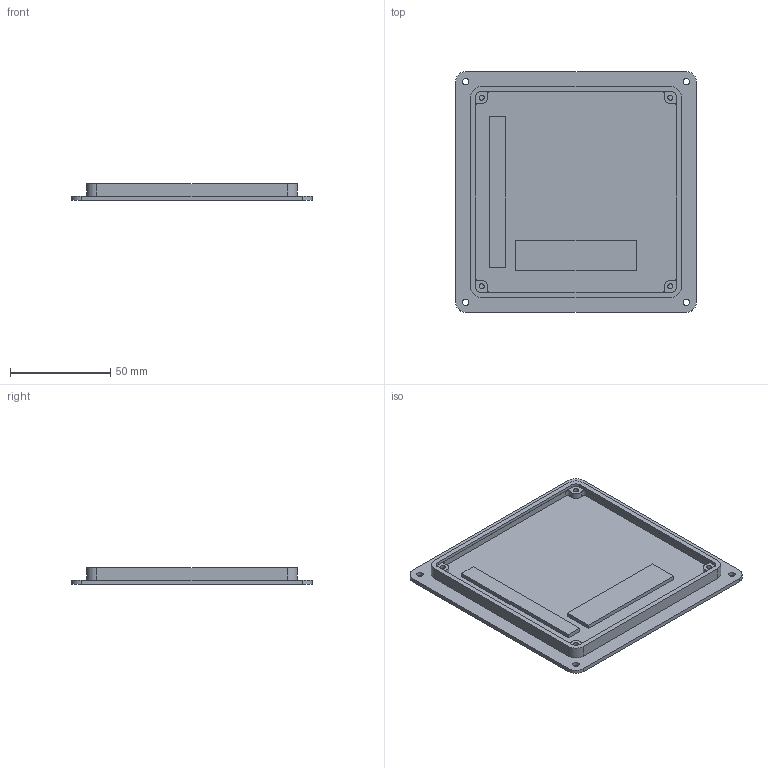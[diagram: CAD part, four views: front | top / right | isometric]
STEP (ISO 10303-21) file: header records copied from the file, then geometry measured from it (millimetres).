
FILE_DESCRIPTION(('FreeCAD Model'),'2;1');
FILE_NAME('Open CASCADE Shape Model','2024-05-14T14:28:08',(''),(''), 'Open CASCADE STEP processor 7.6','FreeCAD','Unknown');
FILE_SCHEMA(('AUTOMOTIVE_DESIGN { 1 0 10303 214 1 1 1 1 }'));
Length unit declared in the file: millimetre
Products named in the file (1): Rebase
Bounding box: 120 x 120 x 8 mm (x, y, z)
Volume: 51971.1 mm3; surface area: 34782.6 mm2
Topology: 1 solids, 1 shells, 67 faces, 168 edges, 112 vertices
Faces by surface type: plane 35, cylinder 32
Full cylindrical faces by diameter (mm): 2.5 x4, 3.2 x4
Entity records: 4368 total; most frequent: CARTESIAN_POINT 924, DIRECTION 664, LINE 376, VECTOR 376, ORIENTED_EDGE 336, PCURVE 336, DEFINITIONAL_REPRESENTATION 336, EDGE_CURVE 168
